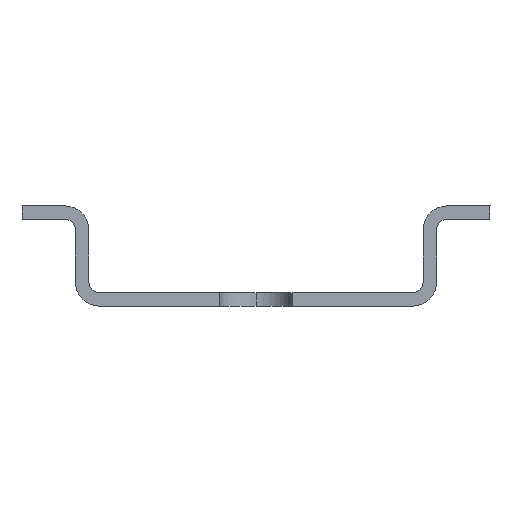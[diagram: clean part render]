
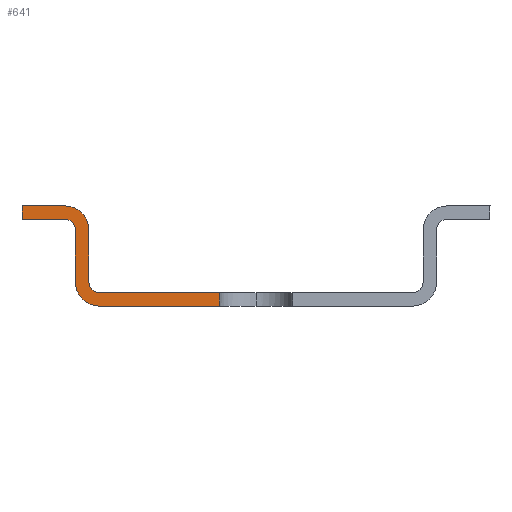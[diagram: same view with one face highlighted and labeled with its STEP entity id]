
A CAD part, left-side view. The second image highlights one B-rep face of the part: STEP entity #641.
In plain terms, the highlighted planar face has unit normal (-1, 0, 0).
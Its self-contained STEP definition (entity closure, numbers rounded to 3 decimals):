
#546=AXIS2_PLACEMENT_3D('Plane Axis2P3D',#543,#544,#545) ;
#573=AXIS2_PLACEMENT_3D('Circle Axis2P3D',#571,#572,$) ;
#624=AXIS2_PLACEMENT_3D('Circle Axis2P3D',#622,#623,$) ;
#96=CARTESIAN_POINT('Vertex',(0.,20.25,0.)) ;
#99=CARTESIAN_POINT('Line Origine',(0.,24.725,0.)) ;
#103=CARTESIAN_POINT('Vertex',(0.,29.2,0.)) ;
#261=CARTESIAN_POINT('Line Origine',(0.,24.725,1.)) ;
#265=CARTESIAN_POINT('Vertex',(0.,20.25,1.)) ;
#267=CARTESIAN_POINT('Vertex',(0.,29.2,1.)) ;
#531=CARTESIAN_POINT('Line Origine',(0.,20.25,0.5)) ;
#543=CARTESIAN_POINT('Axis2P3D Location',(0.,29.2,1.8)) ;
#549=CARTESIAN_POINT('Control Point',(0.,29.2,1.)) ;
#550=CARTESIAN_POINT('Control Point',(0.,29.288,1.)) ;
#551=CARTESIAN_POINT('Control Point',(0.,29.375,1.012)) ;
#552=CARTESIAN_POINT('Control Point',(0.,29.461,1.036)) ;
#553=CARTESIAN_POINT('Control Point',(0.,29.623,1.107)) ;
#554=CARTESIAN_POINT('Control Point',(0.,29.76,1.219)) ;
#555=CARTESIAN_POINT('Control Point',(0.,29.82,1.284)) ;
#556=CARTESIAN_POINT('Control Point',(0.,29.915,1.419)) ;
#557=CARTESIAN_POINT('Control Point',(0.,29.973,1.573)) ;
#558=CARTESIAN_POINT('Control Point',(0.,29.991,1.648)) ;
#559=CARTESIAN_POINT('Control Point',(0.,30.,1.724)) ;
#560=CARTESIAN_POINT('Control Point',(0.,30.,1.8)) ;
#561=CARTESIAN_POINT('Vertex',(0.,30.,1.8)) ;
#564=CARTESIAN_POINT('Line Origine',(0.,30.,3.75)) ;
#568=CARTESIAN_POINT('Vertex',(0.,30.,5.7)) ;
#571=CARTESIAN_POINT('Axis2P3D Location',(0.,31.8,5.7)) ;
#575=CARTESIAN_POINT('Vertex',(0.,31.8,7.5)) ;
#578=CARTESIAN_POINT('Line Origine',(0.,33.4,7.5)) ;
#582=CARTESIAN_POINT('Vertex',(0.,35.,7.5)) ;
#585=CARTESIAN_POINT('Line Origine',(0.,35.,7.)) ;
#589=CARTESIAN_POINT('Vertex',(0.,35.,6.5)) ;
#592=CARTESIAN_POINT('Line Origine',(0.,33.4,6.5)) ;
#596=CARTESIAN_POINT('Vertex',(0.,31.8,6.5)) ;
#600=CARTESIAN_POINT('Control Point',(0.,31.8,6.5)) ;
#601=CARTESIAN_POINT('Control Point',(0.,31.712,6.5)) ;
#602=CARTESIAN_POINT('Control Point',(0.,31.625,6.488)) ;
#603=CARTESIAN_POINT('Control Point',(0.,31.539,6.464)) ;
#604=CARTESIAN_POINT('Control Point',(0.,31.377,6.393)) ;
#605=CARTESIAN_POINT('Control Point',(0.,31.24,6.282)) ;
#606=CARTESIAN_POINT('Control Point',(0.,31.18,6.217)) ;
#607=CARTESIAN_POINT('Control Point',(0.,31.085,6.081)) ;
#608=CARTESIAN_POINT('Control Point',(0.,31.027,5.927)) ;
#609=CARTESIAN_POINT('Control Point',(0.,31.009,5.852)) ;
#610=CARTESIAN_POINT('Control Point',(0.,31.,5.776)) ;
#611=CARTESIAN_POINT('Control Point',(0.,31.,5.7)) ;
#612=CARTESIAN_POINT('Vertex',(0.,31.,5.7)) ;
#615=CARTESIAN_POINT('Line Origine',(0.,31.,3.75)) ;
#619=CARTESIAN_POINT('Vertex',(0.,31.,1.8)) ;
#622=CARTESIAN_POINT('Axis2P3D Location',(0.,29.2,1.8)) ;
#100=DIRECTION('Vector Direction',(0.,-1.,0.)) ;
#262=DIRECTION('Vector Direction',(0.,1.,0.)) ;
#532=DIRECTION('Vector Direction',(0.,0.,-1.)) ;
#544=DIRECTION('Axis2P3D Direction',(-1.,0.,0.)) ;
#545=DIRECTION('Axis2P3D XDirection',(0.,-1.,0.)) ;
#565=DIRECTION('Vector Direction',(0.,0.,1.)) ;
#572=DIRECTION('Axis2P3D Direction',(-1.,0.,0.)) ;
#579=DIRECTION('Vector Direction',(0.,1.,0.)) ;
#586=DIRECTION('Vector Direction',(0.,0.,-1.)) ;
#593=DIRECTION('Vector Direction',(0.,-1.,0.)) ;
#616=DIRECTION('Vector Direction',(0.,0.,-1.)) ;
#623=DIRECTION('Axis2P3D Direction',(-1.,0.,0.)) ;
#101=VECTOR('Line Direction',#100,1.) ;
#263=VECTOR('Line Direction',#262,1.) ;
#533=VECTOR('Line Direction',#532,1.) ;
#566=VECTOR('Line Direction',#565,1.) ;
#580=VECTOR('Line Direction',#579,1.) ;
#587=VECTOR('Line Direction',#586,1.) ;
#594=VECTOR('Line Direction',#593,1.) ;
#617=VECTOR('Line Direction',#616,1.) ;
#628=ORIENTED_EDGE('',*,*,#535,.F.) ;
#629=ORIENTED_EDGE('',*,*,#269,.T.) ;
#630=ORIENTED_EDGE('',*,*,#563,.T.) ;
#631=ORIENTED_EDGE('',*,*,#570,.T.) ;
#632=ORIENTED_EDGE('',*,*,#577,.T.) ;
#633=ORIENTED_EDGE('',*,*,#584,.T.) ;
#634=ORIENTED_EDGE('',*,*,#591,.T.) ;
#635=ORIENTED_EDGE('',*,*,#598,.T.) ;
#636=ORIENTED_EDGE('',*,*,#614,.T.) ;
#637=ORIENTED_EDGE('',*,*,#621,.T.) ;
#638=ORIENTED_EDGE('',*,*,#626,.T.) ;
#639=ORIENTED_EDGE('',*,*,#105,.T.) ;
#641=ADVANCED_FACE('TS 35 Master-1-solid1',(#640),#547,.T.) ;
#548=B_SPLINE_CURVE_WITH_KNOTS('',5,(#549,#550,#551,#552,#553,#554,#555,#556,#557,#558,#559,#560),.UNSPECIFIED.,.F.,.U.,(6,3,3,6),(0.,0.62,1.239,1.777),.UNSPECIFIED.) ;
#599=B_SPLINE_CURVE_WITH_KNOTS('',5,(#600,#601,#602,#603,#604,#605,#606,#607,#608,#609,#610,#611),.UNSPECIFIED.,.F.,.U.,(6,3,3,6),(0.,0.62,1.239,1.777),.UNSPECIFIED.) ;
#574=CIRCLE('generated circle',#573,1.8) ;
#625=CIRCLE('generated circle',#624,1.8) ;
#105=EDGE_CURVE('',#104,#97,#102,.T.) ;
#269=EDGE_CURVE('',#266,#268,#264,.T.) ;
#535=EDGE_CURVE('',#266,#97,#534,.T.) ;
#563=EDGE_CURVE('',#268,#562,#548,.T.) ;
#570=EDGE_CURVE('',#562,#569,#567,.T.) ;
#577=EDGE_CURVE('',#569,#576,#574,.T.) ;
#584=EDGE_CURVE('',#576,#583,#581,.T.) ;
#591=EDGE_CURVE('',#583,#590,#588,.T.) ;
#598=EDGE_CURVE('',#590,#597,#595,.T.) ;
#614=EDGE_CURVE('',#597,#613,#599,.T.) ;
#621=EDGE_CURVE('',#613,#620,#618,.T.) ;
#626=EDGE_CURVE('',#620,#104,#625,.T.) ;
#627=EDGE_LOOP('',(#628,#629,#630,#631,#632,#633,#634,#635,#636,#637,#638,#639)) ;
#640=FACE_OUTER_BOUND('',#627,.T.) ;
#102=LINE('Line',#99,#101) ;
#264=LINE('Line',#261,#263) ;
#534=LINE('Line',#531,#533) ;
#567=LINE('Line',#564,#566) ;
#581=LINE('Line',#578,#580) ;
#588=LINE('Line',#585,#587) ;
#595=LINE('Line',#592,#594) ;
#618=LINE('Line',#615,#617) ;
#547=PLANE('',#546) ;
#97=VERTEX_POINT('',#96) ;
#104=VERTEX_POINT('',#103) ;
#266=VERTEX_POINT('',#265) ;
#268=VERTEX_POINT('',#267) ;
#562=VERTEX_POINT('',#561) ;
#569=VERTEX_POINT('',#568) ;
#576=VERTEX_POINT('',#575) ;
#583=VERTEX_POINT('',#582) ;
#590=VERTEX_POINT('',#589) ;
#597=VERTEX_POINT('',#596) ;
#613=VERTEX_POINT('',#612) ;
#620=VERTEX_POINT('',#619) ;
